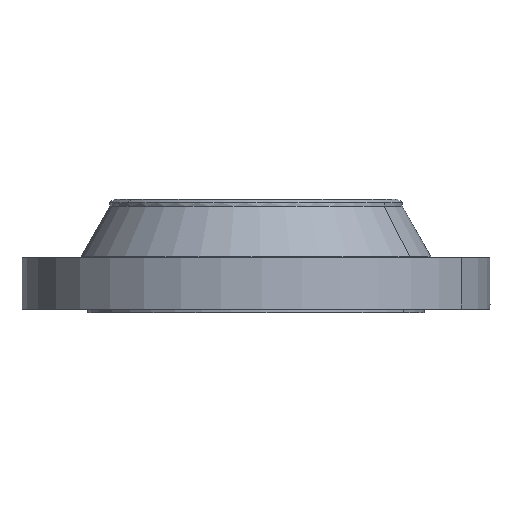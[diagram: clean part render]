
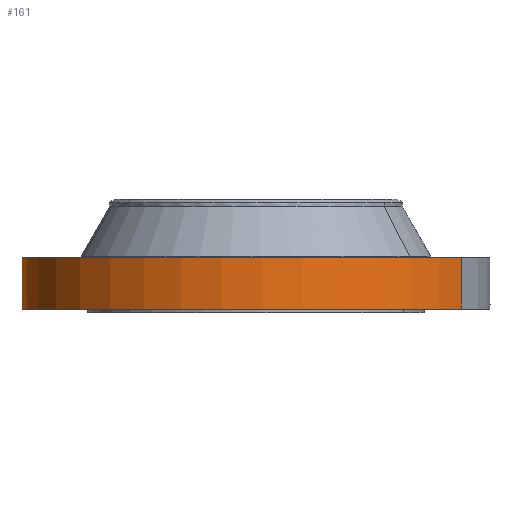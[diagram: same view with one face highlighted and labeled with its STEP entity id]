
A CAD part, left-side view. The second image highlights one B-rep face of the part: STEP entity #161.
In plain terms, the highlighted cylindrical face has radius 406.4 mm (diameter 812.8 mm), a partial arc.
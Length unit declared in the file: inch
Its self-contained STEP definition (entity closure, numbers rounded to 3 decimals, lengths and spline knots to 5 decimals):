
#38=AXIS2_PLACEMENT_3D('Cylinder Axis2P3D',#35,#36,#37) ;
#42=AXIS2_PLACEMENT_3D('Circle Axis2P3D',#40,#41,$) ;
#58=AXIS2_PLACEMENT_3D('Circle Axis2P3D',#56,#57,$) ;
#35=CARTESIAN_POINT('Axis2P3D Location',(0.,0.,3.875)) ;
#40=CARTESIAN_POINT('Axis2P3D Location',(0.,0.,0.25)) ;
#44=CARTESIAN_POINT('Vertex',(-7.67081,-14.04132,0.25)) ;
#46=CARTESIAN_POINT('Vertex',(7.67081,14.04132,0.25)) ;
#49=CARTESIAN_POINT('Line Origine',(-7.67081,-14.04132,2.)) ;
#53=CARTESIAN_POINT('Vertex',(-7.67081,-14.04132,3.75)) ;
#56=CARTESIAN_POINT('Axis2P3D Location',(0.,0.,3.75)) ;
#60=CARTESIAN_POINT('Vertex',(7.67081,14.04132,3.75)) ;
#63=CARTESIAN_POINT('Line Origine',(7.67081,14.04132,2.)) ;
#75=CARTESIAN_POINT('Control Point',(-0.00072,16.,1.29412)) ;
#76=CARTESIAN_POINT('Control Point',(-0.01892,16.,1.29408)) ;
#77=CARTESIAN_POINT('Control Point',(-0.03711,15.99997,1.29264)) ;
#78=CARTESIAN_POINT('Control Point',(-0.05509,15.99991,1.2898)) ;
#79=CARTESIAN_POINT('Vertex',(-0.00072,16.,1.29412)) ;
#81=CARTESIAN_POINT('Vertex',(-0.05508,15.99991,1.28981)) ;
#85=CARTESIAN_POINT('Control Point',(-0.05508,15.99991,1.28981)) ;
#86=CARTESIAN_POINT('Control Point',(-0.0956,15.99977,1.28541)) ;
#87=CARTESIAN_POINT('Control Point',(-0.13548,15.99947,1.27365)) ;
#88=CARTESIAN_POINT('Control Point',(-0.17223,15.99907,1.2553)) ;
#89=CARTESIAN_POINT('Vertex',(-0.17223,15.99907,1.2553)) ;
#93=CARTESIAN_POINT('Control Point',(-0.03107,15.99997,0.53119)) ;
#94=CARTESIAN_POINT('Control Point',(-0.09628,15.99984,0.53944)) ;
#95=CARTESIAN_POINT('Control Point',(-0.15944,15.99939,0.5613)) ;
#96=CARTESIAN_POINT('Control Point',(-0.2166,15.99865,0.59609)) ;
#97=CARTESIAN_POINT('Control Point',(-0.29216,15.9974,0.66706)) ;
#98=CARTESIAN_POINT('Control Point',(-0.34075,15.99638,0.75588)) ;
#99=CARTESIAN_POINT('Control Point',(-0.35457,15.99608,0.7901)) ;
#100=CARTESIAN_POINT('Control Point',(-0.37513,15.99561,0.86508)) ;
#101=CARTESIAN_POINT('Control Point',(-0.37694,15.99556,0.94237)) ;
#102=CARTESIAN_POINT('Control Point',(-0.37258,15.99566,0.98294)) ;
#103=CARTESIAN_POINT('Control Point',(-0.35006,15.99619,1.07566)) ;
#104=CARTESIAN_POINT('Control Point',(-0.3004,15.99722,1.15719)) ;
#105=CARTESIAN_POINT('Control Point',(-0.26362,15.99791,1.19825)) ;
#106=CARTESIAN_POINT('Control Point',(-0.22012,15.99856,1.23139)) ;
#107=CARTESIAN_POINT('Control Point',(-0.17223,15.99907,1.2553)) ;
#108=CARTESIAN_POINT('Vertex',(-0.03107,15.99997,0.53119)) ;
#112=CARTESIAN_POINT('Control Point',(-0.03107,15.99997,0.53119)) ;
#113=CARTESIAN_POINT('Control Point',(-0.02071,15.99999,0.53088)) ;
#114=CARTESIAN_POINT('Control Point',(-0.01034,16.,0.53094)) ;
#115=CARTESIAN_POINT('Control Point',(0.,16.,0.53137)) ;
#116=CARTESIAN_POINT('Vertex',(0.,16.,0.53137)) ;
#120=CARTESIAN_POINT('Control Point',(0.19258,15.99884,0.58749)) ;
#121=CARTESIAN_POINT('Control Point',(0.14899,15.99937,0.56208)) ;
#122=CARTESIAN_POINT('Control Point',(0.10111,15.99978,0.5438)) ;
#123=CARTESIAN_POINT('Control Point',(0.0508,16.,0.53353)) ;
#124=CARTESIAN_POINT('Control Point',(0.,16.,0.53137)) ;
#125=CARTESIAN_POINT('Vertex',(0.19258,15.99884,0.58749)) ;
#129=CARTESIAN_POINT('Control Point',(0.19258,15.99884,0.58749)) ;
#130=CARTESIAN_POINT('Control Point',(0.24938,15.99816,0.62059)) ;
#131=CARTESIAN_POINT('Control Point',(0.29939,15.9973,0.66501)) ;
#132=CARTESIAN_POINT('Control Point',(0.33945,15.99644,0.71917)) ;
#133=CARTESIAN_POINT('Control Point',(0.38356,15.99541,0.81741)) ;
#134=CARTESIAN_POINT('Control Point',(0.39203,15.9952,0.92269)) ;
#135=CARTESIAN_POINT('Control Point',(0.38988,15.99525,0.96287)) ;
#136=CARTESIAN_POINT('Control Point',(0.37567,15.9956,1.03779)) ;
#137=CARTESIAN_POINT('Control Point',(0.34349,15.99632,1.10623)) ;
#138=CARTESIAN_POINT('Control Point',(0.32439,15.99673,1.13666)) ;
#139=CARTESIAN_POINT('Control Point',(0.26272,15.99794,1.21288)) ;
#140=CARTESIAN_POINT('Control Point',(0.17973,15.99913,1.26573)) ;
#141=CARTESIAN_POINT('Control Point',(0.12112,15.99972,1.2877)) ;
#142=CARTESIAN_POINT('Control Point',(0.06008,16.,1.2971)) ;
#143=CARTESIAN_POINT('Control Point',(-0.00003,16.,1.29415)) ;
#144=CARTESIAN_POINT('Vertex',(-0.00003,16.,1.29415)) ;
#148=CARTESIAN_POINT('Control Point',(-0.00072,16.,1.29412)) ;
#149=CARTESIAN_POINT('Control Point',(-0.00037,16.,1.29414)) ;
#150=CARTESIAN_POINT('Control Point',(-0.00003,16.,1.29415)) ;
#36=DIRECTION('Axis2P3D Direction',(0.,0.,-0.039)) ;
#37=DIRECTION('Axis2P3D XDirection',(0.019,0.035,0.)) ;
#41=DIRECTION('Axis2P3D Direction',(0.,0.,-0.039)) ;
#50=DIRECTION('Vector Direction',(0.,0.,-0.039)) ;
#57=DIRECTION('Axis2P3D Direction',(0.,0.,-0.039)) ;
#64=DIRECTION('Vector Direction',(0.,0.,-0.039)) ;
#51=VECTOR('Line Direction',#50,0.03937) ;
#65=VECTOR('Line Direction',#64,0.03937) ;
#69=ORIENTED_EDGE('',*,*,#48,.F.) ;
#70=ORIENTED_EDGE('',*,*,#55,.T.) ;
#71=ORIENTED_EDGE('',*,*,#62,.T.) ;
#72=ORIENTED_EDGE('',*,*,#67,.F.) ;
#153=ORIENTED_EDGE('',*,*,#83,.T.) ;
#154=ORIENTED_EDGE('',*,*,#91,.T.) ;
#155=ORIENTED_EDGE('',*,*,#110,.F.) ;
#156=ORIENTED_EDGE('',*,*,#118,.T.) ;
#157=ORIENTED_EDGE('',*,*,#127,.F.) ;
#158=ORIENTED_EDGE('',*,*,#146,.T.) ;
#159=ORIENTED_EDGE('',*,*,#151,.F.) ;
#160=FACE_BOUND('',#152,.T.) ;
#161=ADVANCED_FACE('PartBody',(#73,#160),#39,.T.) ;
#74=B_SPLINE_CURVE_WITH_KNOTS('',3,(#75,#76,#77,#78),.UNSPECIFIED.,.F.,.U.,(4,4),(34.61665,36.63571),.UNSPECIFIED.) ;
#84=B_SPLINE_CURVE_WITH_KNOTS('',3,(#85,#86,#87,#88),.UNSPECIFIED.,.F.,.U.,(4,4),(0.,4.5793),.UNSPECIFIED.) ;
#92=B_SPLINE_CURVE_WITH_KNOTS('',5,(#93,#94,#95,#96,#97,#98,#99,#100,#101,#102,#103,#104,#105,#106,#107),.UNSPECIFIED.,.F.,.U.,(6,3,3,3,6),(0.,11.42335,17.99125,25.34361,35.28854),.UNSPECIFIED.) ;
#111=B_SPLINE_CURVE_WITH_KNOTS('',3,(#112,#113,#114,#115),.UNSPECIFIED.,.F.,.U.,(4,4),(0.,1.08069),.UNSPECIFIED.) ;
#119=B_SPLINE_CURVE_WITH_KNOTS('',4,(#120,#121,#122,#123,#124),.UNSPECIFIED.,.F.,.U.,(5,5),(0.,7.07917),.UNSPECIFIED.) ;
#128=B_SPLINE_CURVE_WITH_KNOTS('',5,(#129,#130,#131,#132,#133,#134,#135,#136,#137,#138,#139,#140,#141,#142,#143),.UNSPECIFIED.,.F.,.U.,(6,3,3,3,6),(0.,11.52946,18.61513,25.04142,36.2765),.UNSPECIFIED.) ;
#147=B_SPLINE_CURVE_WITH_KNOTS('',2,(#148,#149,#150),.UNSPECIFIED.,.F.,.U.,(3,3),(1.02034,1.04613),.UNSPECIFIED.) ;
#43=CIRCLE('generated circle',#42,16.) ;
#59=CIRCLE('generated circle',#58,16.) ;
#39=CYLINDRICAL_SURFACE('generated cylinder',#38,16.) ;
#48=EDGE_CURVE('',#45,#47,#43,.T.) ;
#55=EDGE_CURVE('',#45,#54,#52,.F.) ;
#62=EDGE_CURVE('',#54,#61,#59,.T.) ;
#67=EDGE_CURVE('',#47,#61,#66,.F.) ;
#83=EDGE_CURVE('',#80,#82,#74,.T.) ;
#91=EDGE_CURVE('',#82,#90,#84,.T.) ;
#110=EDGE_CURVE('',#109,#90,#92,.T.) ;
#118=EDGE_CURVE('',#109,#117,#111,.T.) ;
#127=EDGE_CURVE('',#126,#117,#119,.T.) ;
#146=EDGE_CURVE('',#126,#145,#128,.T.) ;
#151=EDGE_CURVE('',#80,#145,#147,.T.) ;
#68=EDGE_LOOP('',(#69,#70,#71,#72)) ;
#152=EDGE_LOOP('',(#153,#154,#155,#156,#157,#158,#159)) ;
#73=FACE_OUTER_BOUND('',#68,.T.) ;
#52=LINE('Line',#49,#51) ;
#66=LINE('Line',#63,#65) ;
#45=VERTEX_POINT('',#44) ;
#47=VERTEX_POINT('',#46) ;
#54=VERTEX_POINT('',#53) ;
#61=VERTEX_POINT('',#60) ;
#80=VERTEX_POINT('',#79) ;
#82=VERTEX_POINT('',#81) ;
#90=VERTEX_POINT('',#89) ;
#109=VERTEX_POINT('',#108) ;
#117=VERTEX_POINT('',#116) ;
#126=VERTEX_POINT('',#125) ;
#145=VERTEX_POINT('',#144) ;
